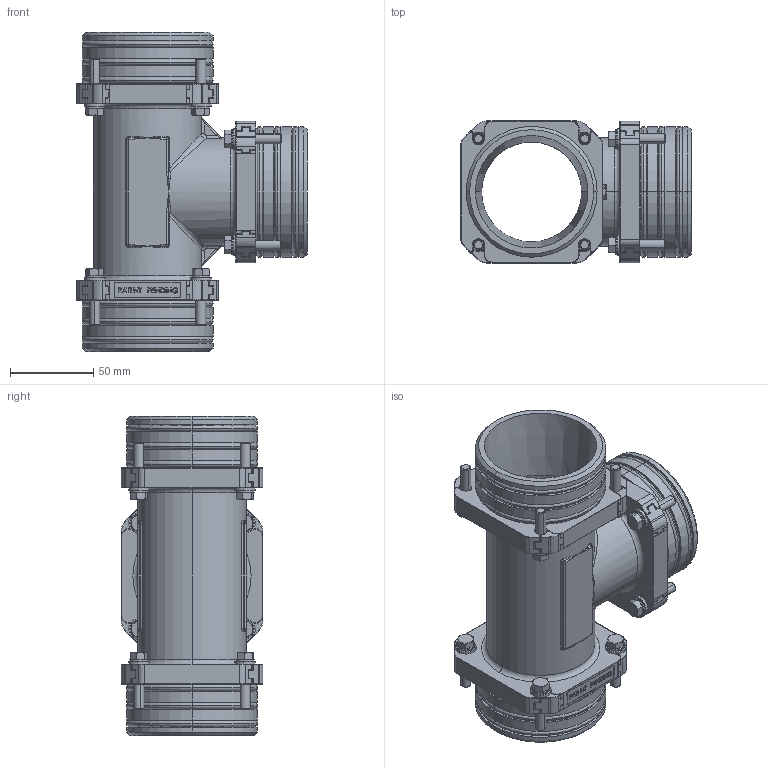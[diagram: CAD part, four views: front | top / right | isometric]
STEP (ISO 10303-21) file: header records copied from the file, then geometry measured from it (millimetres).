
FILE_DESCRIPTION (( 'STEP AP203' ), '1' );
FILE_NAME ('AR214.080.080.STEP', '2019-01-18T08:11:48', ( 'Localadmin' ), ( 'Microsoft' ), 'SwSTEP 2.0', 'SolidWorks 2018', '' );
FILE_SCHEMA (( 'CONFIG_CONTROL_DESIGN' ));
Length unit declared in the file: millimetre
Products named in the file (8): AR214.080.080-L; VITI TE UNI 5739_M6x30 UNI 5739; GUARNIZIONI OR_OR 174; DIN 6905-5.5-FSt_DIN 6905-5.5-FSt; RONDELLE UNI 6592_6.4x12.5 UNI 6592; AR000.000.013; AR000.000.014; AR214.080.080
Assembly tree (70 placements, depth 2):
  AR214.080.080
    AR214.080.080-L
    VITI TE UNI 5739_M6x30 UNI 5739  x12
    GUARNIZIONI OR_OR 174  x9
    DIN 6905-5.5-FSt_DIN 6905-5.5-FSt  x12
    RONDELLE UNI 6592_6.4x12.5 UNI 6592  x12
    AR000.000.013  x12
    AR000.000.014  x12
Bounding box: 138.25 x 85 x 191.5 mm (x, y, z)
Volume: 355872.2 mm3; surface area: 188594.4 mm2
Topology: 70 solids, 70 shells, 4298 faces, 10033 edges, 5507 vertices
Faces by surface type: cylinder 1744, plane 935, torus 822, sphere 332, bspline 321, cone 144
Entity records: 53404 total; most frequent: CARTESIAN_POINT 16764, DIRECTION 7406, ORIENTED_EDGE 7104, EDGE_CURVE 3552, AXIS2_PLACEMENT_3D 2960, VERTEX_POINT 2076, EDGE_LOOP 1574, CIRCLE 1571
